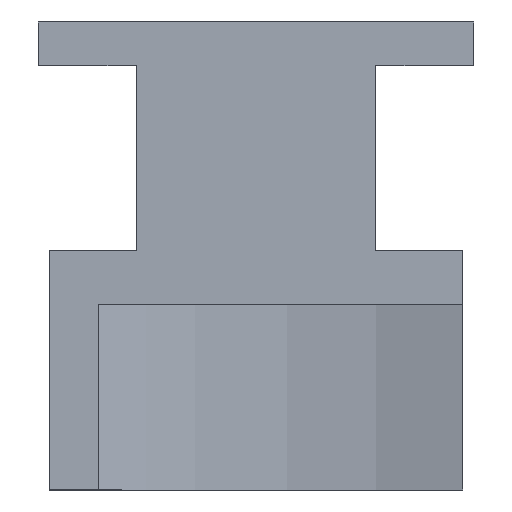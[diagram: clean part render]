
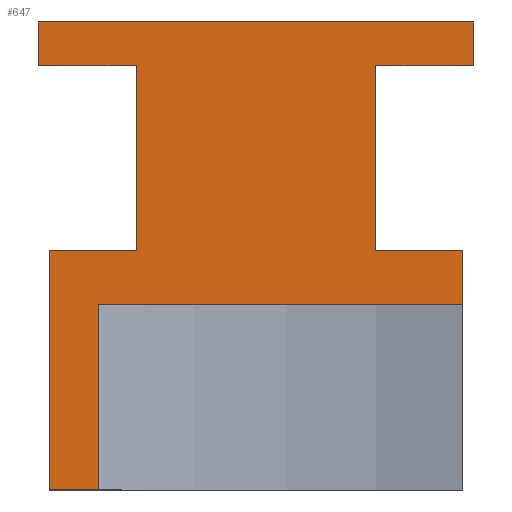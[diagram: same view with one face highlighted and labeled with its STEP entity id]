
A CAD part, left-side view. The second image highlights one B-rep face of the part: STEP entity #647.
In plain terms, the highlighted planar face has unit normal (-1, 0, 0).
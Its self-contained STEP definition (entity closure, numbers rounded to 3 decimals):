
#2 = VERTEX_POINT ( 'NONE', #1199 ) ;
#3 = VERTEX_POINT ( 'NONE', #1342 ) ;
#55 = ORIENTED_EDGE ( 'NONE', *, *, #194, .F. ) ;
#57 = DIRECTION ( 'NONE',  ( 0., -1., 0. ) ) ;
#108 = EDGE_CURVE ( 'NONE', #2, #665, #909, .T. ) ;
#124 = VECTOR ( 'NONE', #331, 1000. ) ;
#141 = PLANE ( 'NONE',  #1228 ) ;
#159 = VERTEX_POINT ( 'NONE', #928 ) ;
#184 = VECTOR ( 'NONE', #406, 1000. ) ;
#185 = CARTESIAN_POINT ( 'NONE',  ( 11.5, -2.75, -5.5 ) ) ;
#191 = CARTESIAN_POINT ( 'NONE',  ( 11.5, -4.75, -4.25 ) ) ;
#194 = EDGE_CURVE ( 'NONE', #2, #760, #1184, .T. ) ;
#210 = LINE ( 'NONE', #1261, #1435 ) ;
#249 = VECTOR ( 'NONE', #57, 1000. ) ;
#250 = DIRECTION ( 'NONE',  ( 0., 0., 1. ) ) ;
#254 = CARTESIAN_POINT ( 'NONE',  ( 11.5, -5., 1. ) ) ;
#273 = DIRECTION ( 'NONE',  ( 0., 0., 1. ) ) ;
#274 = VERTEX_POINT ( 'NONE', #1645 ) ;
#293 = VECTOR ( 'NONE', #1106, 1000. ) ;
#320 = VERTEX_POINT ( 'NONE', #751 ) ;
#321 = EDGE_LOOP ( 'NONE', ( #374, #1572, #735, #713, #978, #1066, #687, #55, #1430, #1709, #417, #1082, #1340, #1764 ) ) ;
#325 = DIRECTION ( 'NONE',  ( 0., 0., -1. ) ) ;
#326 = VECTOR ( 'NONE', #865, 1000. ) ;
#331 = DIRECTION ( 'NONE',  ( 0., 1., 0. ) ) ;
#341 = CARTESIAN_POINT ( 'NONE',  ( 11.5, -5., 0. ) ) ;
#374 = ORIENTED_EDGE ( 'NONE', *, *, #1834, .F. ) ;
#390 = DIRECTION ( 'NONE',  ( 0., 0., 1. ) ) ;
#403 = LINE ( 'NONE', #1305, #607 ) ;
#406 = DIRECTION ( 'NONE',  ( 0., -1., 0. ) ) ;
#417 = ORIENTED_EDGE ( 'NONE', *, *, #686, .F. ) ;
#429 = CARTESIAN_POINT ( 'NONE',  ( 11.5, -2.75, 0. ) ) ;
#444 = VECTOR ( 'NONE', #813, 1000. ) ;
#457 = VERTEX_POINT ( 'NONE', #1398 ) ;
#491 = CARTESIAN_POINT ( 'NONE',  ( 11.5, -4.75, -4.25 ) ) ;
#498 = EDGE_CURVE ( 'NONE', #729, #457, #1274, .T. ) ;
#536 = VERTEX_POINT ( 'NONE', #694 ) ;
#546 = CARTESIAN_POINT ( 'NONE',  ( 11.5, -4.75, -4.25 ) ) ;
#570 = CARTESIAN_POINT ( 'NONE',  ( 11.5, 5., 1. ) ) ;
#604 = LINE ( 'NONE', #254, #184 ) ;
#607 = VECTOR ( 'NONE', #989, 1000. ) ;
#647 = ADVANCED_FACE ( 'NONE', ( #718 ), #141, .T. ) ;
#649 = EDGE_CURVE ( 'NONE', #665, #274, #983, .T. ) ;
#665 = VERTEX_POINT ( 'NONE', #429 ) ;
#686 = EDGE_CURVE ( 'NONE', #1311, #274, #403, .T. ) ;
#687 = ORIENTED_EDGE ( 'NONE', *, *, #838, .F. ) ;
#694 = CARTESIAN_POINT ( 'NONE',  ( 11.5, 5., 1. ) ) ;
#710 = CARTESIAN_POINT ( 'NONE',  ( 11.5, -2.75, -5.5 ) ) ;
#713 = ORIENTED_EDGE ( 'NONE', *, *, #816, .F. ) ;
#718 = FACE_OUTER_BOUND ( 'NONE', #321, .T. ) ;
#728 = VERTEX_POINT ( 'NONE', #1434 ) ;
#729 = VERTEX_POINT ( 'NONE', #902 ) ;
#735 = ORIENTED_EDGE ( 'NONE', *, *, #966, .F. ) ;
#751 = CARTESIAN_POINT ( 'NONE',  ( 11.5, -4.75, -5.5 ) ) ;
#760 = VERTEX_POINT ( 'NONE', #1310 ) ;
#804 = LINE ( 'NONE', #1675, #444 ) ;
#813 = DIRECTION ( 'NONE',  ( 0., 0., 1. ) ) ;
#816 = EDGE_CURVE ( 'NONE', #728, #3, #896, .T. ) ;
#838 = EDGE_CURVE ( 'NONE', #760, #320, #1238, .T. ) ;
#865 = DIRECTION ( 'NONE',  ( 0., -1., 0. ) ) ;
#869 = LINE ( 'NONE', #570, #1574 ) ;
#896 = LINE ( 'NONE', #1058, #124 ) ;
#902 = CARTESIAN_POINT ( 'NONE',  ( 11.5, 4.75, -4.25 ) ) ;
#909 = LINE ( 'NONE', #185, #953 ) ;
#915 = DIRECTION ( 'NONE',  ( 0., -1., 0. ) ) ;
#928 = CARTESIAN_POINT ( 'NONE',  ( 11.5, 3.621, -5.5 ) ) ;
#953 = VECTOR ( 'NONE', #1051, 1000. ) ;
#966 = EDGE_CURVE ( 'NONE', #3, #729, #804, .T. ) ;
#978 = ORIENTED_EDGE ( 'NONE', *, *, #1193, .T. ) ;
#983 = LINE ( 'NONE', #1740, #326 ) ;
#989 = DIRECTION ( 'NONE',  ( 0., 0., -1. ) ) ;
#1051 = DIRECTION ( 'NONE',  ( 0., 0., 1. ) ) ;
#1058 = CARTESIAN_POINT ( 'NONE',  ( 11.5, 3.621, -9.75 ) ) ;
#1066 = ORIENTED_EDGE ( 'NONE', *, *, #1421, .T. ) ;
#1082 = ORIENTED_EDGE ( 'NONE', *, *, #1291, .F. ) ;
#1106 = DIRECTION ( 'NONE',  ( 0., -1., 0. ) ) ;
#1126 = CARTESIAN_POINT ( 'NONE',  ( 11.5, 2.75, -5.5 ) ) ;
#1146 = VECTOR ( 'NONE', #325, 1000. ) ;
#1163 = VERTEX_POINT ( 'NONE', #1373 ) ;
#1164 = VERTEX_POINT ( 'NONE', #1534 ) ;
#1165 = VECTOR ( 'NONE', #1877, 1000. ) ;
#1184 = LINE ( 'NONE', #191, #249 ) ;
#1193 = EDGE_CURVE ( 'NONE', #728, #159, #210, .T. ) ;
#1199 = CARTESIAN_POINT ( 'NONE',  ( 11.5, -2.75, -4.25 ) ) ;
#1228 = AXIS2_PLACEMENT_3D ( 'NONE', #710, #1424, #273 ) ;
#1238 = LINE ( 'NONE', #491, #1146 ) ;
#1261 = CARTESIAN_POINT ( 'NONE',  ( 11.5, 3.621, -19.818 ) ) ;
#1274 = LINE ( 'NONE', #546, #293 ) ;
#1291 = EDGE_CURVE ( 'NONE', #536, #1311, #604, .T. ) ;
#1301 = LINE ( 'NONE', #1579, #1165 ) ;
#1305 = CARTESIAN_POINT ( 'NONE',  ( 11.5, -5., 1. ) ) ;
#1310 = CARTESIAN_POINT ( 'NONE',  ( 11.5, -4.75, -4.25 ) ) ;
#1311 = VERTEX_POINT ( 'NONE', #1561 ) ;
#1340 = ORIENTED_EDGE ( 'NONE', *, *, #1815, .T. ) ;
#1342 = CARTESIAN_POINT ( 'NONE',  ( 11.5, 4.75, -9.75 ) ) ;
#1373 = CARTESIAN_POINT ( 'NONE',  ( 11.5, 5., 0. ) ) ;
#1398 = CARTESIAN_POINT ( 'NONE',  ( 11.5, 2.75, -4.25 ) ) ;
#1421 = EDGE_CURVE ( 'NONE', #159, #320, #1301, .T. ) ;
#1424 = DIRECTION ( 'NONE',  ( -1., 0., 0. ) ) ;
#1430 = ORIENTED_EDGE ( 'NONE', *, *, #108, .T. ) ;
#1434 = CARTESIAN_POINT ( 'NONE',  ( 11.5, 3.621, -9.75 ) ) ;
#1435 = VECTOR ( 'NONE', #390, 1000. ) ;
#1476 = VECTOR ( 'NONE', #250, 1000. ) ;
#1534 = CARTESIAN_POINT ( 'NONE',  ( 11.5, 2.75, 0. ) ) ;
#1559 = DIRECTION ( 'NONE',  ( 0., 0., -1. ) ) ;
#1561 = CARTESIAN_POINT ( 'NONE',  ( 11.5, -5., 1. ) ) ;
#1572 = ORIENTED_EDGE ( 'NONE', *, *, #498, .F. ) ;
#1574 = VECTOR ( 'NONE', #1559, 1000. ) ;
#1579 = CARTESIAN_POINT ( 'NONE',  ( 11.5, -2.75, -5.5 ) ) ;
#1596 = VECTOR ( 'NONE', #915, 1000. ) ;
#1617 = EDGE_CURVE ( 'NONE', #1163, #1164, #1869, .T. ) ;
#1645 = CARTESIAN_POINT ( 'NONE',  ( 11.5, -5., 0. ) ) ;
#1675 = CARTESIAN_POINT ( 'NONE',  ( 11.5, 4.75, -4.25 ) ) ;
#1709 = ORIENTED_EDGE ( 'NONE', *, *, #649, .T. ) ;
#1740 = CARTESIAN_POINT ( 'NONE',  ( 11.5, -5., 0. ) ) ;
#1764 = ORIENTED_EDGE ( 'NONE', *, *, #1617, .T. ) ;
#1775 = LINE ( 'NONE', #1126, #1476 ) ;
#1815 = EDGE_CURVE ( 'NONE', #536, #1163, #869, .T. ) ;
#1834 = EDGE_CURVE ( 'NONE', #457, #1164, #1775, .T. ) ;
#1869 = LINE ( 'NONE', #341, #1596 ) ;
#1877 = DIRECTION ( 'NONE',  ( 0., -1., 0. ) ) ;
